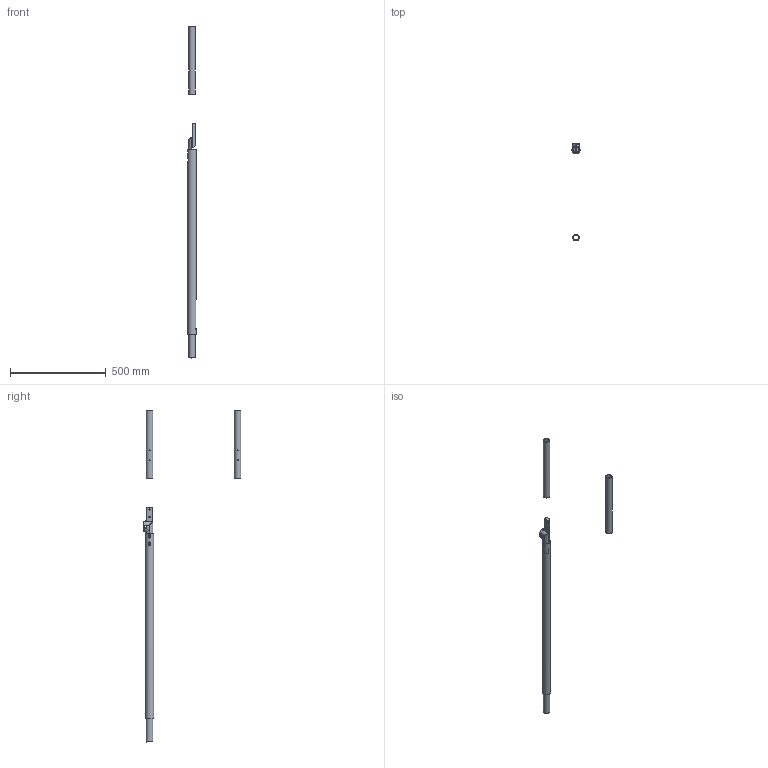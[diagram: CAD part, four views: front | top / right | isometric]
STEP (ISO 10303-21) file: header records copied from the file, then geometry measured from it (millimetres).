
FILE_DESCRIPTION(/* description */ (''),/* implementation_level */ '2;1');
FILE_NAME(/* name */ 'FE-00029_ASM_6_ASM.stp',/* time_stamp */ '2017-01-08T11:54:35-05:00',/* author */ ('jeff1'),/* organization */ (''),/* preprocessor_version */ 'ST-DEVELOPER v16.5',/* originating_system */ 'Autodesk Inventor 2017',/* authorisation */ '');
FILE_SCHEMA (('AUTOMOTIVE_DESIGN { 1 0 10303 214 3 1 1 }'));
Length unit declared in the file: inch
Products named in the file (5): FE-00029_ASM_6_ASM; FE-00026_1; FE-00027_1; FE-00028_1; FE-00031_2
Assembly tree (6 placements, depth 2):
  FE-00029_ASM_6_ASM
    FE-00026_1  x2
    FE-00027_1  x2
    FE-00028_1
    FE-00031_2
Bounding box: 42.16 x 509.11 x 1730.69 mm (x, y, z)
Volume: 862373.1 mm3; surface area: 457611.5 mm2
Topology: 6 solids, 12 shells, 90 faces, 277 edges, 189 vertices
Faces by surface type: cylinder 56, plane 30, torus 4
Full cylindrical faces by diameter (mm): 4.851 x8, 5.105 x4, 5.41 x1, 6.35 x4, 12.7 x2, 26.645 x3, 33.401 x3, 35.052 x1, 42.164 x1
Entity records: 2722 total; most frequent: CARTESIAN_POINT 1149, DIRECTION 285, ORIENTED_EDGE 266, EDGE_CURVE 142, AXIS2_PLACEMENT_3D 117, VERTEX_POINT 107, EDGE_LOOP 101, FACE_OUTER_BOUND 59
